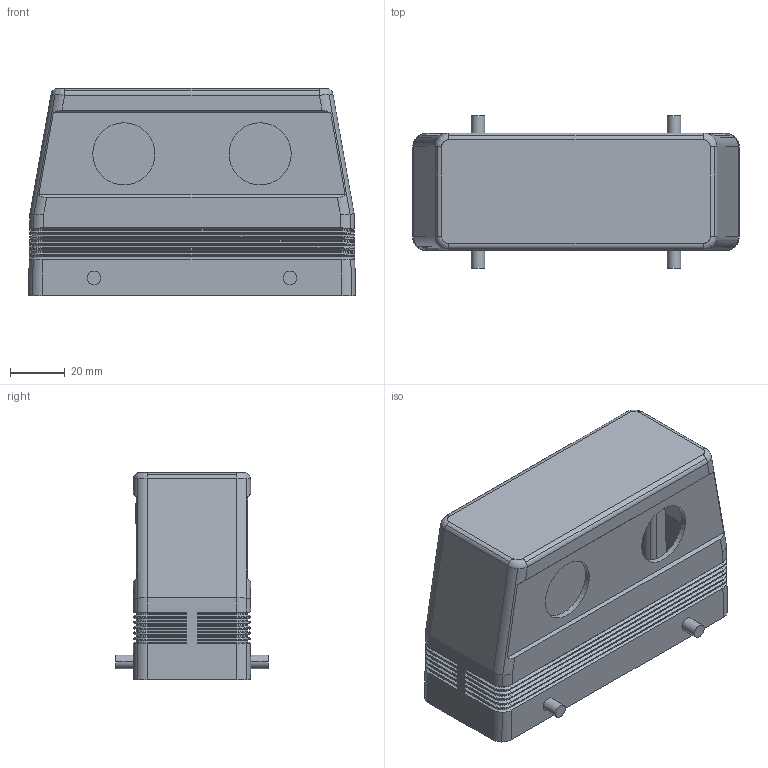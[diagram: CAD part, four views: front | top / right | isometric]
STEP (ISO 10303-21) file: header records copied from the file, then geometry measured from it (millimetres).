
FILE_DESCRIPTION((''),'2;1');
FILE_NAME('MFF 24.225.stp','2007-01-03T07:36:43',('gembarski'),(''),'Autodesk Inventor 7','Autodesk Inventor 7','');
FILE_SCHEMA(('AUTOMOTIVE_DESIGN { 1 0 10303 214 1 1 1 1 }'));
Length unit declared in the file: millimetre
Products named in the file (1): MFF 24.225
Bounding box: 120 x 56 x 76 mm (x, y, z)
Volume: 79130.6 mm3; surface area: 54747.2 mm2
Topology: 1 solids, 1 shells, 438 faces, 1103 edges, 674 vertices
Faces by surface type: plane 147, bspline 141, cylinder 126, cone 24
Entity records: 14322 total; most frequent: CARTESIAN_POINT 4351, ORIENTED_EDGE 2190, DIRECTION 1863, EDGE_CURVE 1095, VECTOR 731, LINE 731, VERTEX_POINT 674, AXIS2_PLACEMENT_3D 566
